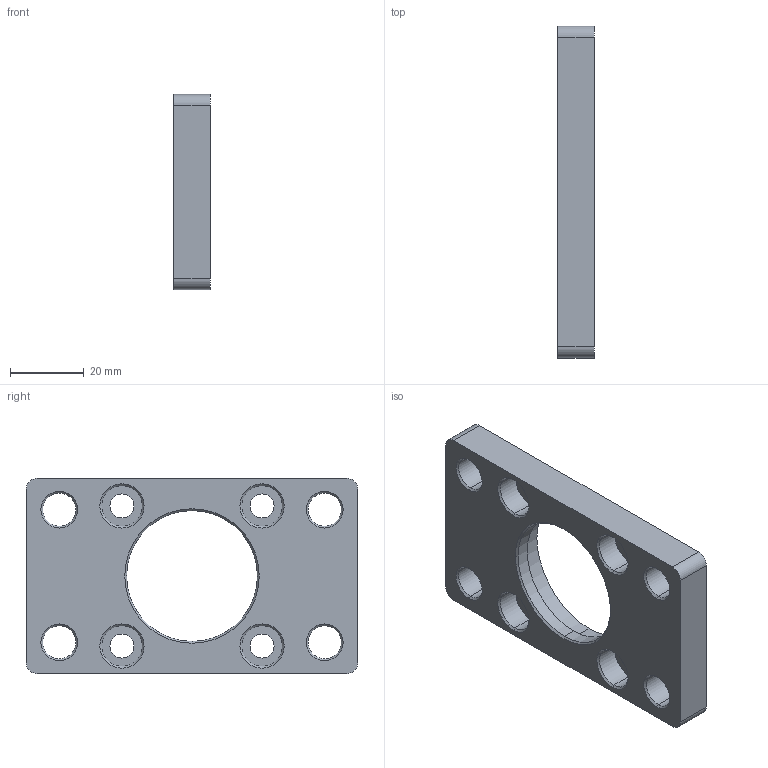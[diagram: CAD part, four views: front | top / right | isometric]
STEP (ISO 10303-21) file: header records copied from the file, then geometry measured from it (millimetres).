
FILE_DESCRIPTION (( 'STEP AP203' ), '1' );
FILE_NAME ('F-SI40FA_1SE前法兰安装板.stp', '2023-02-11T04:08:58', ( 'w530' ), ( '' ), 'SwSTEP 2.0', 'SolidWorks 2018', '' );
FILE_SCHEMA (( 'CONFIG_CONTROL_DESIGN' ));
Length unit declared in the file: millimetre
Products named in the file (1): F-SI40FA_1SE前法兰安装板
Bounding box: 10 x 90 x 53 mm (x, y, z)
Volume: 30597.1 mm3; surface area: 12991.1 mm2
Topology: 1 solids, 1 shells, 61 faces, 146 edges, 92 vertices
Faces by surface type: cylinder 32, cone 18, plane 11
Entity records: 1909 total; most frequent: DIRECTION 354, CARTESIAN_POINT 300, ORIENTED_EDGE 292, AXIS2_PLACEMENT_3D 146, EDGE_CURVE 146, VERTEX_POINT 92, CIRCLE 84, EDGE_LOOP 84
